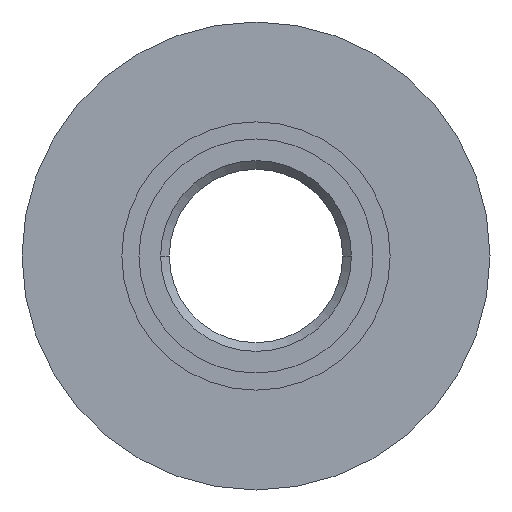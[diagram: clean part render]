
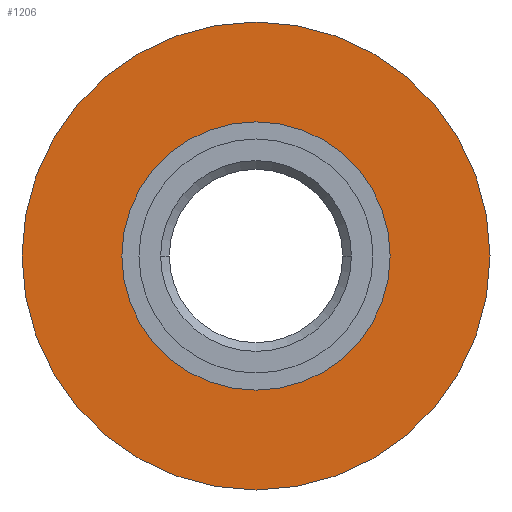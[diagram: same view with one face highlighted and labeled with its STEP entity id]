
A CAD part, left-side view. The second image highlights one B-rep face of the part: STEP entity #1206.
In plain terms, the highlighted planar face has unit normal (-1, 0, 0).
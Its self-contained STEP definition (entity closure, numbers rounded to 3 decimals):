
#130=CARTESIAN_POINT('',(0.,8.6,0.0));
#131=VERTEX_POINT('',#130);
#140=CARTESIAN_POINT('',(0.,-8.6,0.));
#141=VERTEX_POINT('',#140);
#142=CARTESIAN_POINT('',(0.,0.0,0.0));
#143=DIRECTION('',(1.0,0.0,0.0));
#144=DIRECTION('',(0.0,1.0,0.0));
#145=AXIS2_PLACEMENT_3D('',#142,#143,#144);
#146=CIRCLE('',#145,8.6);
#147=EDGE_CURVE('',#141,#131,#146,.T.);
#320=CARTESIAN_POINT('',(0.,15.0,0.0));
#321=VERTEX_POINT('',#320);
#330=CARTESIAN_POINT('',(0.,-15.0,0.));
#331=VERTEX_POINT('',#330);
#332=CARTESIAN_POINT('',(0.,0.0,0.0));
#333=DIRECTION('',(1.0,0.0,0.0));
#334=DIRECTION('',(0.0,1.0,0.0));
#335=AXIS2_PLACEMENT_3D('',#332,#333,#334);
#336=CIRCLE('',#335,15.0);
#337=EDGE_CURVE('',#321,#331,#336,.T.);
#1029=CARTESIAN_POINT('',(0.,0.0,0.0));
#1030=DIRECTION('',(1.0,0.0,0.0));
#1031=DIRECTION('',(0.0,1.0,0.0));
#1032=AXIS2_PLACEMENT_3D('',#1029,#1030,#1031);
#1033=CIRCLE('',#1032,15.0);
#1034=EDGE_CURVE('',#331,#321,#1033,.T.);
#1183=CARTESIAN_POINT('',(0.,0.0,0.0));
#1184=DIRECTION('',(1.0,0.0,0.0));
#1185=DIRECTION('',(0.0,1.0,0.0));
#1186=AXIS2_PLACEMENT_3D('',#1183,#1184,#1185);
#1187=CIRCLE('',#1186,8.6);
#1188=EDGE_CURVE('',#131,#141,#1187,.T.);
#1193=CARTESIAN_POINT('',(0.,11.8,0.0));
#1194=DIRECTION('',(-1.0,0.0,0.0));
#1195=DIRECTION('',(0.0,0.0,1.0));
#1196=AXIS2_PLACEMENT_3D('',#1193,#1194,#1195);
#1197=PLANE('',#1196);
#1198=ORIENTED_EDGE('',*,*,#337,.F.);
#1199=ORIENTED_EDGE('',*,*,#1034,.F.);
#1200=EDGE_LOOP('',(#1198,#1199));
#1201=FACE_OUTER_BOUND('',#1200,.T.);
#1202=ORIENTED_EDGE('',*,*,#1188,.T.);
#1203=ORIENTED_EDGE('',*,*,#147,.T.);
#1204=EDGE_LOOP('',(#1202,#1203));
#1205=FACE_BOUND('',#1204,.T.);
#1206=ADVANCED_FACE('',(#1201,#1205),#1197,.T.);
